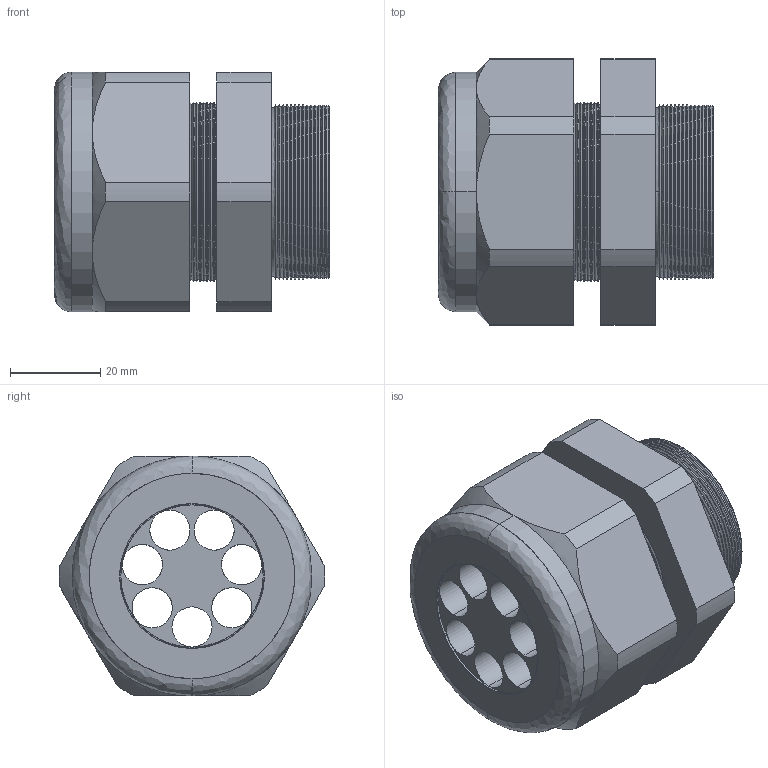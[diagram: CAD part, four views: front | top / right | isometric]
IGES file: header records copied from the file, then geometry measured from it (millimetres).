
Start section: SolidWorks IGES file using analytic representation for surfaces
Global section: file name: CD40M2-BK.IGS; native system: SolidWorks 2007; preprocessor: SolidWorks 2007; author: Administrator; date: 081106.190321; units: inch
Bounding box: 60.96 x 58.91 x 53.09 mm (x, y, z)
Surface area: 27424.2 mm2 (no closed solid volume)
Topology: 0 solids, 0 shells, 203 faces, 2174 edges, 2174 vertices
Faces by surface type: revolution 176, bspline 27
